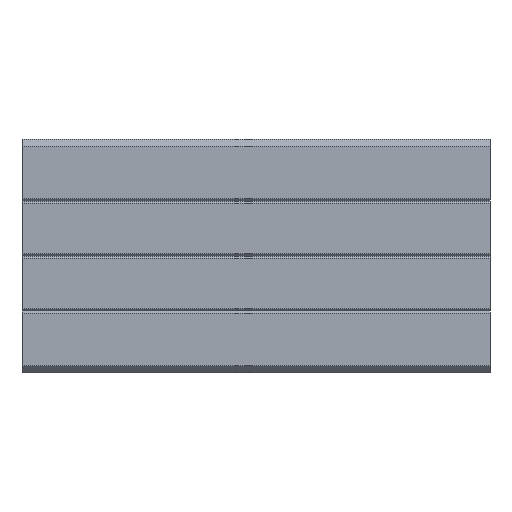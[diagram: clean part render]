
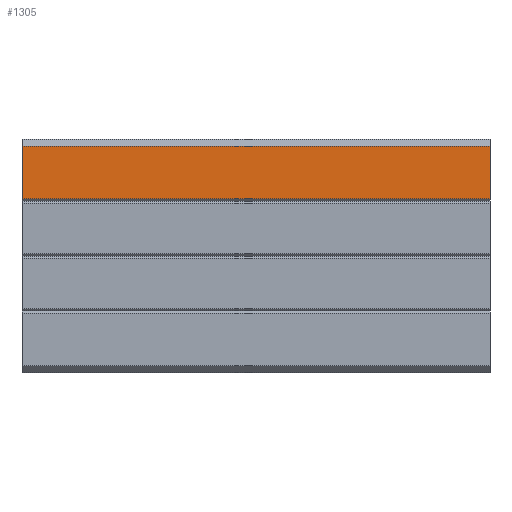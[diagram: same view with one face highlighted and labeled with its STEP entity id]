
A CAD part, front view. The second image highlights one B-rep face of the part: STEP entity #1305.
In plain terms, the highlighted planar face has unit normal (0, -1, 0).
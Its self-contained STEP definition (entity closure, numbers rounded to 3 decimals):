
#83 = ORIENTED_EDGE ( 'NONE', *, *, #2245, .F. ) ;
#182 = LINE ( 'NONE', #483, #2569 ) ;
#189 = VERTEX_POINT ( 'NONE', #658 ) ;
#205 = DIRECTION ( 'NONE',  ( -1., 0., 0. ) ) ;
#344 = LINE ( 'NONE', #698, #2295 ) ;
#424 = DIRECTION ( 'NONE',  ( 0., 0., 1. ) ) ;
#483 = CARTESIAN_POINT ( 'NONE',  ( -40.816, 39.898, 23.5 ) ) ;
#526 = ORIENTED_EDGE ( 'NONE', *, *, #2050, .T. ) ;
#603 = CARTESIAN_POINT ( 'NONE',  ( 59.184, 39.898, 12.25 ) ) ;
#658 = CARTESIAN_POINT ( 'NONE',  ( 59.184, 39.898, 12.25 ) ) ;
#698 = CARTESIAN_POINT ( 'NONE',  ( 59.184, 39.898, 23.5 ) ) ;
#762 = CARTESIAN_POINT ( 'NONE',  ( 59.184, 39.898, 23.5 ) ) ;
#887 = EDGE_CURVE ( 'NONE', #1141, #1943, #182, .T. ) ;
#948 = CARTESIAN_POINT ( 'NONE',  ( 59.184, 39.898, 23.5 ) ) ;
#1006 = DIRECTION ( 'NONE',  ( 0., 1., 0. ) ) ;
#1141 = VERTEX_POINT ( 'NONE', #1706 ) ;
#1245 = FACE_OUTER_BOUND ( 'NONE', #1452, .T. ) ;
#1305 = ADVANCED_FACE ( 'NONE', ( #1245 ), #1597, .F. ) ;
#1452 = EDGE_LOOP ( 'NONE', ( #2512, #2122, #83, #526 ) ) ;
#1597 = PLANE ( 'NONE',  #2082 ) ;
#1606 = VECTOR ( 'NONE', #205, 1000. ) ;
#1699 = LINE ( 'NONE', #603, #1606 ) ;
#1702 = DIRECTION ( 'NONE',  ( -1., 0., 0. ) ) ;
#1706 = CARTESIAN_POINT ( 'NONE',  ( -40.816, 39.898, 23.5 ) ) ;
#1773 = DIRECTION ( 'NONE',  ( 0., 0., -1. ) ) ;
#1781 = EDGE_CURVE ( 'NONE', #189, #1943, #1699, .T. ) ;
#1943 = VERTEX_POINT ( 'NONE', #2226 ) ;
#2050 = EDGE_CURVE ( 'NONE', #2567, #1141, #344, .T. ) ;
#2082 = AXIS2_PLACEMENT_3D ( 'NONE', #2228, #1006, #424 ) ;
#2122 = ORIENTED_EDGE ( 'NONE', *, *, #1781, .F. ) ;
#2139 = VECTOR ( 'NONE', #1773, 1000. ) ;
#2226 = CARTESIAN_POINT ( 'NONE',  ( -40.816, 39.898, 12.25 ) ) ;
#2228 = CARTESIAN_POINT ( 'NONE',  ( 59.184, 39.898, 23.5 ) ) ;
#2245 = EDGE_CURVE ( 'NONE', #2567, #189, #2526, .T. ) ;
#2295 = VECTOR ( 'NONE', #1702, 1000. ) ;
#2487 = DIRECTION ( 'NONE',  ( 0., 0., -1. ) ) ;
#2512 = ORIENTED_EDGE ( 'NONE', *, *, #887, .T. ) ;
#2526 = LINE ( 'NONE', #762, #2139 ) ;
#2567 = VERTEX_POINT ( 'NONE', #948 ) ;
#2569 = VECTOR ( 'NONE', #2487, 1000. ) ;
